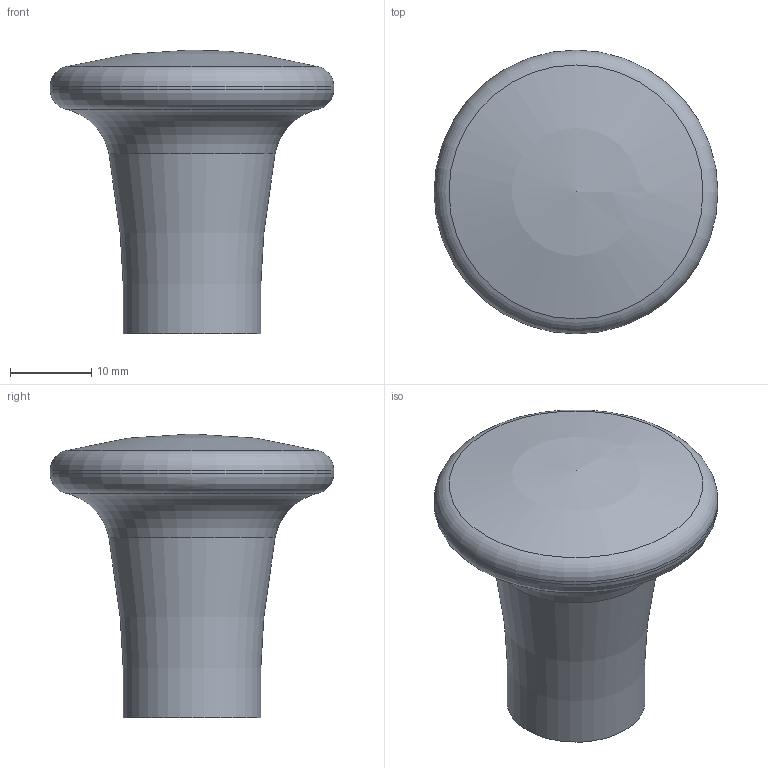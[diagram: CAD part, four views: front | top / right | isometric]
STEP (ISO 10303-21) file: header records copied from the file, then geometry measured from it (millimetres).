
FILE_DESCRIPTION( ( 'Unknown' ), '1' );
FILE_NAME( '7109000_PL35.stp', 'Unknown', ( 'Unknown' ), ( 'Unknown' ), 'PSStep 11.0', 'Unknown', ' ' );
FILE_SCHEMA( ( 'AUTOMOTIVE_DESIGN { 1 0 10303 214 1 1 1 1 }' ) );
Length unit declared in the file: millimetre
Products named in the file (1): 1
Bounding box: 35 x 35 x 35 mm (x, y, z)
Volume: 13136 mm3; surface area: 4020.6 mm2
Topology: 1 solids, 1 shells, 11 faces, 26 edges, 16 vertices
Faces by surface type: torus 4, cylinder 3, cone 2, sphere 1, plane 1
Full cylindrical faces by diameter (mm): 4.917 x2, 35 x1
Entity records: 322 total; most frequent: DIRECTION 44, CARTESIAN_POINT 33, AXIS2_PLACEMENT_3D 22, EDGE_LOOP 20, ORIENTED_EDGE 20, FACE_OUTER_BOUND 18, STYLED_ITEM 11, PRESENTATION_STYLE_ASSIGNMENT 11
